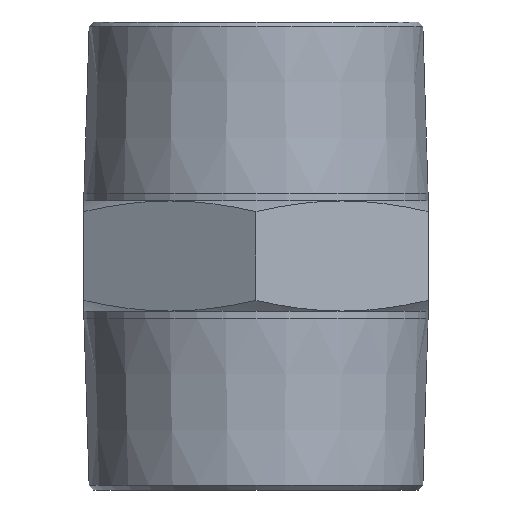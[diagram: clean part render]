
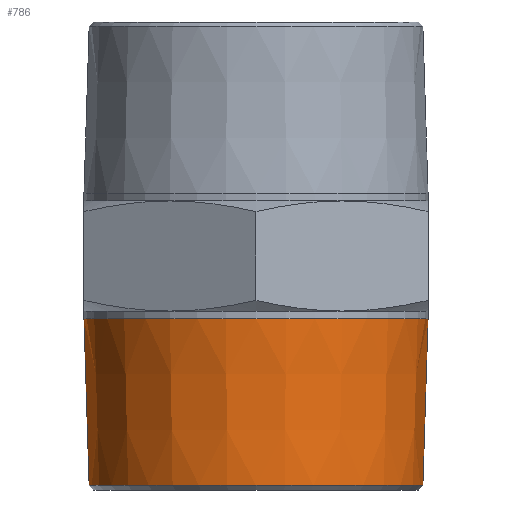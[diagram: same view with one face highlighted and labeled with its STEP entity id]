
A CAD part, front view. The second image highlights one B-rep face of the part: STEP entity #786.
In plain terms, the highlighted conical face has half-angle 1.78 degrees and reference radius 25 mm.
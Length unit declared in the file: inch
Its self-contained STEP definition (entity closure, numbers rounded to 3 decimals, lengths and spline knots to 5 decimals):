
#1 = CARTESIAN_POINT ( 'NONE',  ( -0.9546, 0., -1.31278 ) ) ;
#60 = CARTESIAN_POINT ( 'NONE',  ( 0.98425, 0., -0.35858 ) ) ;
#77 = EDGE_CURVE ( 'NONE', #646, #597, #878, .T. ) ;
#94 = CARTESIAN_POINT ( 'NONE',  ( 0.9546, 0., -1.31278 ) ) ;
#167 = FACE_OUTER_BOUND ( 'NONE', #963, .T. ) ;
#220 = DIRECTION ( 'NONE',  ( 1., 0., 0. ) ) ;
#223 = AXIS2_PLACEMENT_3D ( 'NONE', #598, #847, #751 ) ;
#230 = EDGE_CURVE ( 'NONE', #656, #597, #626, .T. ) ;
#237 = CARTESIAN_POINT ( 'NONE',  ( -0.98425, 0., -0.35858 ) ) ;
#323 = AXIS2_PLACEMENT_3D ( 'NONE', #872, #567, #220 ) ;
#348 = DIRECTION ( 'NONE',  ( -0.031, 0., 1. ) ) ;
#349 = ORIENTED_EDGE ( 'NONE', *, *, #230, .T. ) ;
#351 = ORIENTED_EDGE ( 'NONE', *, *, #731, .T. ) ;
#357 = CARTESIAN_POINT ( 'NONE',  ( -0.98425, 0., -0.35858 ) ) ;
#360 = DIRECTION ( 'NONE',  ( 1., 0., 0. ) ) ;
#375 = ORIENTED_EDGE ( 'NONE', *, *, #629, .F. ) ;
#396 = AXIS2_PLACEMENT_3D ( 'NONE', #854, #1006, #360 ) ;
#426 = LINE ( 'NONE', #357, #894 ) ;
#451 = CARTESIAN_POINT ( 'NONE',  ( 0.98425, 0., -0.35858 ) ) ;
#539 = VERTEX_POINT ( 'NONE', #1 ) ;
#567 = DIRECTION ( 'NONE',  ( 0., 0., 1. ) ) ;
#597 = VERTEX_POINT ( 'NONE', #60 ) ;
#598 = CARTESIAN_POINT ( 'NONE',  ( 0., 0., -1.31278 ) ) ;
#626 = LINE ( 'NONE', #451, #1053 ) ;
#629 = EDGE_CURVE ( 'NONE', #539, #646, #426, .T. ) ;
#646 = VERTEX_POINT ( 'NONE', #237 ) ;
#656 = VERTEX_POINT ( 'NONE', #94 ) ;
#731 = EDGE_CURVE ( 'NONE', #539, #656, #1044, .T. ) ;
#751 = DIRECTION ( 'NONE',  ( 1., 0., 0. ) ) ;
#764 = ORIENTED_EDGE ( 'NONE', *, *, #77, .F. ) ;
#765 = CONICAL_SURFACE ( 'NONE', #396, 0.98425, 0.031 ) ;
#786 = ADVANCED_FACE ( 'NONE', ( #167 ), #765, .T. ) ;
#847 = DIRECTION ( 'NONE',  ( 0., 0., 1. ) ) ;
#854 = CARTESIAN_POINT ( 'NONE',  ( 0., 0., -0.35858 ) ) ;
#872 = CARTESIAN_POINT ( 'NONE',  ( 0., 0., -0.35858 ) ) ;
#878 = CIRCLE ( 'NONE', #323, 0.98425 ) ;
#894 = VECTOR ( 'NONE', #348, 39.37008 ) ;
#946 = DIRECTION ( 'NONE',  ( 0.031, 0., 1. ) ) ;
#963 = EDGE_LOOP ( 'NONE', ( #375, #351, #349, #764 ) ) ;
#1006 = DIRECTION ( 'NONE',  ( 0., 0., 1. ) ) ;
#1044 = CIRCLE ( 'NONE', #223, 0.9546 ) ;
#1053 = VECTOR ( 'NONE', #946, 39.37008 ) ;
